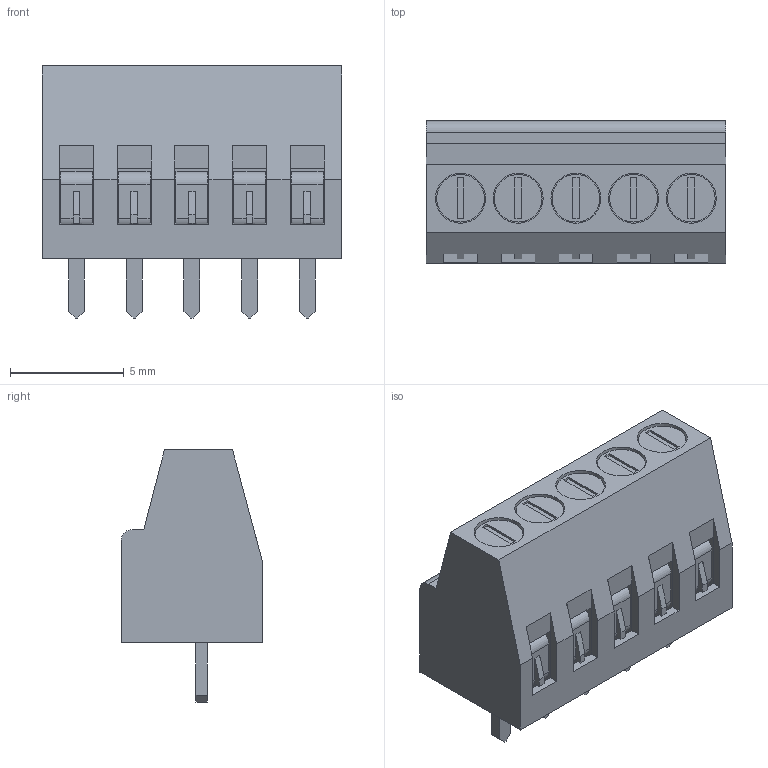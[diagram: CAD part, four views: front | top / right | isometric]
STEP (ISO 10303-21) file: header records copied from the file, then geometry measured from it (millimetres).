
FILE_DESCRIPTION(/* description */ ('STEP AP214'),/* implementation_level */ '2;1');
FILE_NAME(/* name */ 'MX128-2.54-05P-GN01-Cu-Y-A.step',/* time_stamp */ '2024-12-06T10:52:46+08:00',/* author */ (''),/* organization */ (''),/* preprocessor_version */ 'ST-DEVELOPER v20',/* originating_system */ 'Autodesk Translation Framework v13.20.0.188',/* authorisation */ '');
FILE_SCHEMA (('AUTOMOTIVE_DESIGN { 1 0 10303 214 3 1 1 }'));
Length unit declared in the file: millimetre
Products named in the file (1): CONN-TH_5P-P2.54_MX128-2.54-05P-GN01-CU-Y-A
Bounding box: 13.19 x 6.25 x 11.1 mm (x, y, z)
Volume: 488.8 mm3; surface area: 1295.4 mm2
Topology: 11 solids, 11 shells, 759 faces, 2029 edges, 1346 vertices
Faces by surface type: plane 620, bspline 98, cylinder 41
Full cylindrical faces by diameter (mm): 2.1 x5, 2.2 x5
Entity records: 24693 total; most frequent: CARTESIAN_POINT 5177, ORIENTED_EDGE 4058, DIRECTION 3417, EDGE_CURVE 2029, LINE 1741, VECTOR 1741, VERTEX_POINT 1346, EDGE_LOOP 843
